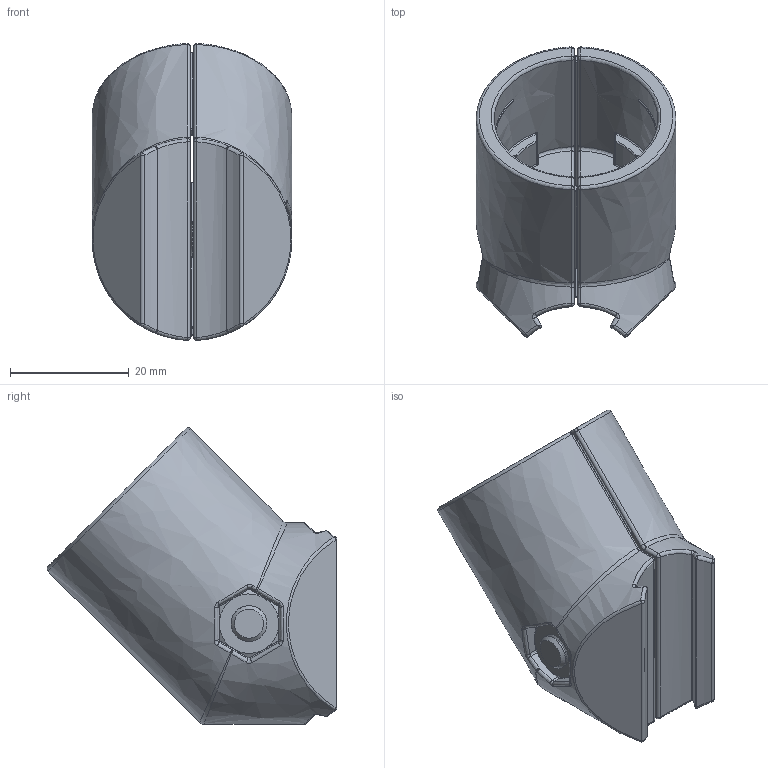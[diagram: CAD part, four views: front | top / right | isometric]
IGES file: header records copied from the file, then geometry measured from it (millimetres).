
Global section: file name: 350002; native system: Autodesk Inventor 2018; preprocessor: unknown; author: Spacek; date: 20190413.105921; units: millimetre
Bounding box: 33.59 x 48.81 x 49.97 mm (x, y, z)
Volume: 20644.1 mm3; surface area: 14005.6 mm2
Topology: 4 solids, 4 shells, 761 faces, 1803 edges, 989 vertices
Faces by surface type: bspline 761
